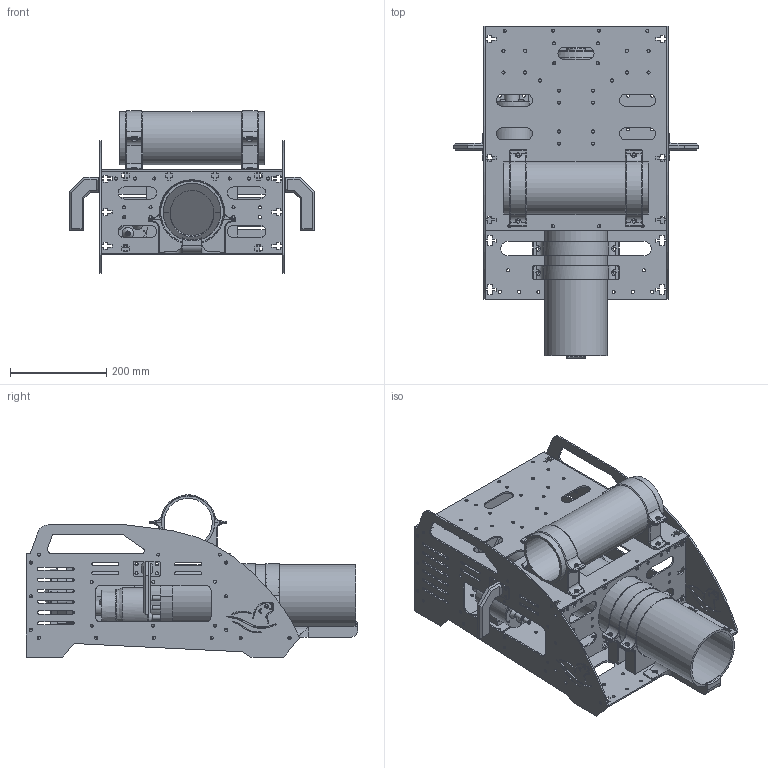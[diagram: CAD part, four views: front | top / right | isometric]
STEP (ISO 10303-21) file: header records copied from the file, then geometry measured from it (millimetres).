
FILE_DESCRIPTION(/* description */ (''),/* implementation_level */ '2;1');
FILE_NAME(/* name */ 'Device v131.step',/* time_stamp */ '2022-09-03T23:48:46-04:00',/* author */ (''),/* organization */ (''),/* preprocessor_version */ 'ST-DEVELOPER v18.1',/* originating_system */ 'Autodesk Translation Framework v10.13.0.1454',/* authorisation */ '');
FILE_SCHEMA (('AUTOMOTIVE_DESIGN { 1 0 10303 214 3 1 1 }'));
Length unit declared in the file: millimetre
Products named in the file (35): Device; hull tube; top plate; thruster plate; back plate; bottom plate; suction tube; front plate; side plate; side plate(Mirror); coupler; jet thruster; Water jet adapter 2; thruster; 2216 Thruster EK; thruster_1; collar; adapter; plate a; mount; suction supports; handle; suction thruster; T200 Thruster EK; thruster_2; collars; mount-new; front attach; hull clamp bottom; hull clamp top; suction tube clip; suction supports top; hull clamp bottom(Mirror); hull clamp top(Mirror); handle(Mirror)
Assembly tree (34 placements, depth 6):
  Device
    hull tube
    top plate
    thruster plate
    back plate
    bottom plate
    suction tube
    front plate
    side plate
    side plate(Mirror)
    coupler
    jet thruster
      Water jet adapter 2
        thruster
          2216 Thruster EK
            thruster_1
        collar
        adapter
        plate a
        mount
    suction supports
    handle
    suction thruster
      T200 Thruster EK
        thruster_2
      collars
      mount-new
      front attach
    hull clamp bottom
    hull clamp top
    suction tube clip
    suction supports top
    hull clamp bottom(Mirror)
    hull clamp top(Mirror)
    handle(Mirror)
Bounding box: 508.55 x 689.09 x 336.63 mm (x, y, z)
Volume: 5412438.1 mm3; surface area: 2595022.1 mm2
Topology: 37 solids, 37 shells, 2025 faces, 5498 edges, 3589 vertices
Faces by surface type: plane 952, cylinder 900, torus 77, bspline 57, cone 39
Full cylindrical faces by diameter (mm): 3 x8, 3.4 x29, 4 x12, 5 x20, 5.45 x4, 5.74 x1, 6.4 x230, 9.45 x4, 10 x9, 12 x4, 31.3 x2, 37.98 x1, 50 x1, 63.51 x1, 83.51 x2, 88.67 x1, 100 x1, 110 x2, 120 x1, 125 x1, 130 x1, 135 x1
Entity records: 73875 total; most frequent: CARTESIAN_POINT 19174, DIRECTION 11321, ORIENTED_EDGE 11000, EDGE_CURVE 5500, AXIS2_PLACEMENT_3D 3993, VERTEX_POINT 3589, LINE 3335, VECTOR 3335
